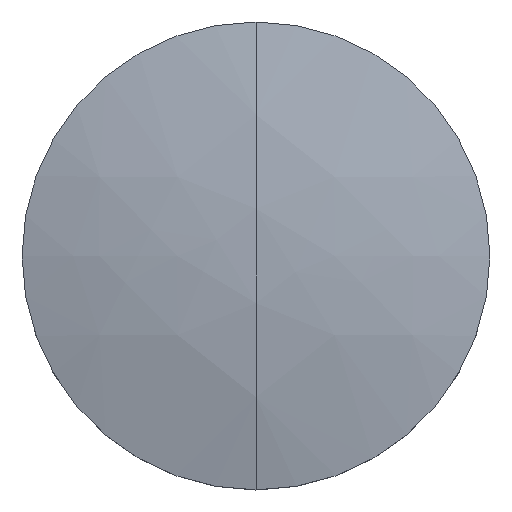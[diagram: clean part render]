
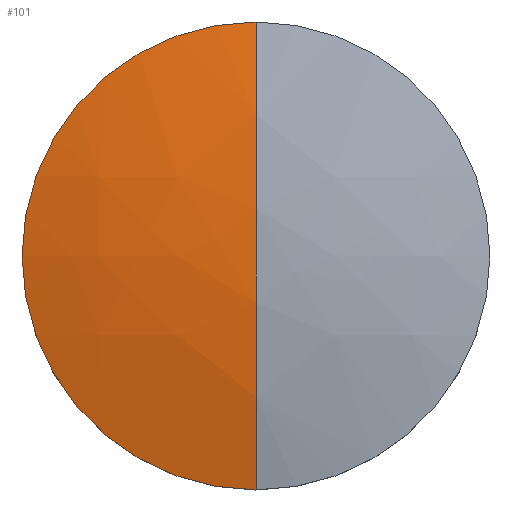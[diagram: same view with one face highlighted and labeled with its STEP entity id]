
A CAD part, top view. The second image highlights one B-rep face of the part: STEP entity #101.
In plain terms, the highlighted free-form (B-spline) face has degree [3, 3] with [4, 4] control points.
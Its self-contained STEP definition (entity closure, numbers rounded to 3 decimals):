
#11 = CARTESIAN_POINT ( 'NONE',  ( -2.088, -6.425, 2.671 ) ) ;
#34 = CARTESIAN_POINT ( 'NONE',  ( -6.459, 2.189, 2.954 ) ) ;
#39 = CARTESIAN_POINT ( 'NONE',  ( -4.158, -6.425, 2.406 ) ) ;
#61 = CARTESIAN_POINT ( 'NONE',  ( -4.347, -2.189, 3.505 ) ) ;
#63 = VERTEX_POINT ( 'NONE', #77 ) ;
#65 = CARTESIAN_POINT ( 'NONE',  ( -6.178, 6.425, 1.879 ) ) ;
#69 = EDGE_CURVE ( 'NONE', #151, #253, #87, .T. ) ;
#77 = CARTESIAN_POINT ( 'NONE',  ( 0., -6.35, 2.691 ) ) ;
#83 = CIRCLE ( 'NONE', #125, 25.32 ) ;
#87 = CIRCLE ( 'NONE', #194, 6.35 ) ;
#88 = CARTESIAN_POINT ( 'NONE',  ( 0., 0., 2.691 ) ) ;
#91 = DIRECTION ( 'NONE',  ( -1., 0., 0. ) ) ;
#101 = ADVANCED_FACE ( 'NONE', ( #213 ), #115, .T. ) ;
#105 = CARTESIAN_POINT ( 'NONE',  ( -4.158, 6.425, 2.406 ) ) ;
#109 = DIRECTION ( 'NONE',  ( 1., 0., 0. ) ) ;
#115 =( BOUNDED_SURFACE ( )  B_SPLINE_SURFACE ( 3, 3, ( 
 ( #122, #11, #39, #150 ),
 ( #148, #129, #61, #262 ),
 ( #243, #240, #199, #34 ),
 ( #171, #215, #105, #65 ) ),
 .UNSPECIFIED., .F., .F., .F. ) 
 B_SPLINE_SURFACE_WITH_KNOTS ( ( 4, 4 ),
 ( 4, 4 ),
 ( 0., 1. ),
 ( 0., 1. ),
 .UNSPECIFIED. ) 
 GEOMETRIC_REPRESENTATION_ITEM ( )  RATIONAL_B_SPLINE_SURFACE ( (
 ( 1., 0.995, 0.995, 1.),
 ( 0.978, 0.973, 0.973, 0.978),
 ( 0.978, 0.973, 0.973, 0.978),
 ( 1., 0.995, 0.995, 1.) ) ) 
 REPRESENTATION_ITEM ( '' )  SURFACE ( )  );
#122 = CARTESIAN_POINT ( 'NONE',  ( 0., -6.425, 2.671 ) ) ;
#125 = AXIS2_PLACEMENT_3D ( 'NONE', #184, #91, #265 ) ;
#129 = CARTESIAN_POINT ( 'NONE',  ( -2.182, -2.189, 3.782 ) ) ;
#145 = DIRECTION ( 'NONE',  ( 1., 0., 0. ) ) ;
#148 = CARTESIAN_POINT ( 'NONE',  ( 0., -2.189, 3.782 ) ) ;
#150 = CARTESIAN_POINT ( 'NONE',  ( -6.178, -6.425, 1.879 ) ) ;
#151 = VERTEX_POINT ( 'NONE', #259 ) ;
#152 = ORIENTED_EDGE ( 'NONE', *, *, #69, .F. ) ;
#163 = EDGE_CURVE ( 'NONE', #63, #151, #273, .T. ) ;
#166 = ORIENTED_EDGE ( 'NONE', *, *, #231, .T. ) ;
#171 = CARTESIAN_POINT ( 'NONE',  ( 0., 6.425, 2.671 ) ) ;
#173 = CARTESIAN_POINT ( 'NONE',  ( 0., 6.35, 2.691 ) ) ;
#184 = CARTESIAN_POINT ( 'NONE',  ( 0., 0., -21.82 ) ) ;
#187 = AXIS2_PLACEMENT_3D ( 'NONE', #88, #242, #109 ) ;
#194 = AXIS2_PLACEMENT_3D ( 'NONE', #254, #211, #145 ) ;
#199 = CARTESIAN_POINT ( 'NONE',  ( -4.347, 2.189, 3.505 ) ) ;
#205 = EDGE_LOOP ( 'NONE', ( #230, #166, #152 ) ) ;
#211 = DIRECTION ( 'NONE',  ( 0., 0., -1. ) ) ;
#213 = FACE_OUTER_BOUND ( 'NONE', #205, .T. ) ;
#215 = CARTESIAN_POINT ( 'NONE',  ( -2.088, 6.425, 2.671 ) ) ;
#230 = ORIENTED_EDGE ( 'NONE', *, *, #163, .F. ) ;
#231 = EDGE_CURVE ( 'NONE', #63, #253, #83, .T. ) ;
#240 = CARTESIAN_POINT ( 'NONE',  ( -2.182, 2.189, 3.782 ) ) ;
#242 = DIRECTION ( 'NONE',  ( 0., 0., -1. ) ) ;
#243 = CARTESIAN_POINT ( 'NONE',  ( 0., 2.189, 3.782 ) ) ;
#253 = VERTEX_POINT ( 'NONE', #173 ) ;
#254 = CARTESIAN_POINT ( 'NONE',  ( 0., 0., 2.691 ) ) ;
#259 = CARTESIAN_POINT ( 'NONE',  ( -6.35, 0., 2.691 ) ) ;
#262 = CARTESIAN_POINT ( 'NONE',  ( -6.459, -2.189, 2.954 ) ) ;
#265 = DIRECTION ( 'NONE',  ( 0., -1., 0. ) ) ;
#273 = CIRCLE ( 'NONE', #187, 6.35 ) ;
